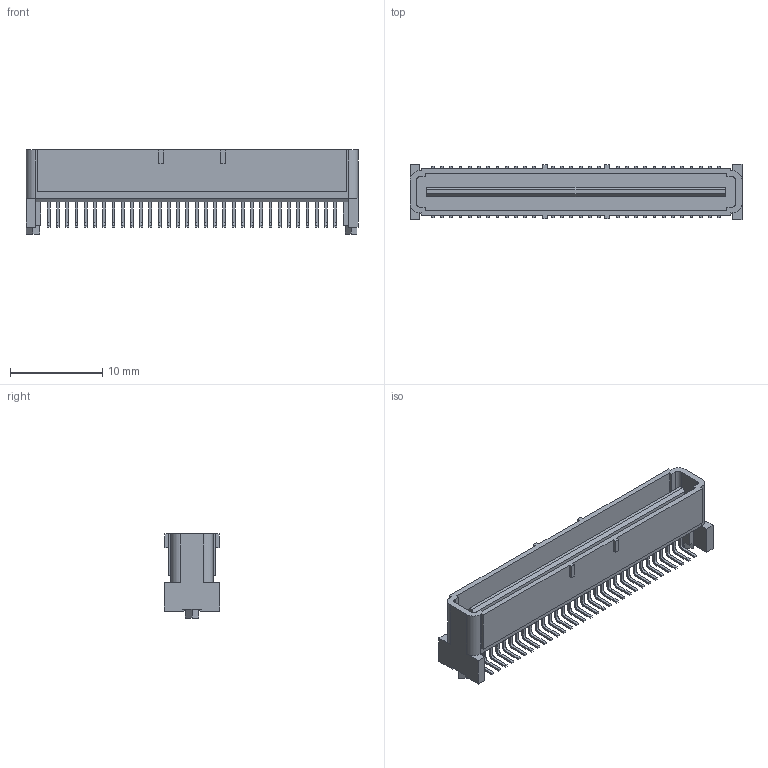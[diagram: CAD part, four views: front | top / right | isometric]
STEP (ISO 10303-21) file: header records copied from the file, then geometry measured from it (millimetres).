
FILE_DESCRIPTION((''),'2;1');
FILE_NAME('TYCO-AMP_120527-1.stp','2008-10-06T11:42:34',(''),(''),'Mechanical Desktop 2009','Mechanical Desktop 2009',', , ');
FILE_SCHEMA(('AUTOMOTIVE_DESIGN { 1 2 10303 214 1 1 1 1 }'));
Length unit declared in the file: millimetre
Products named in the file (1): Product
Bounding box: 35.9 x 6.05 x 9.11 mm (x, y, z)
Volume: 595.9 mm3; surface area: 1719.2 mm2
Topology: 1 solids, 1 shells, 674 faces, 1796 edges, 1192 vertices
Faces by surface type: plane 538, cylinder 136
Entity records: 20809 total; most frequent: CARTESIAN_POINT 3663, ORIENTED_EDGE 3592, DIRECTION 3418, EDGE_CURVE 1796, VECTOR 1524, LINE 1524, VERTEX_POINT 1192, AXIS2_PLACEMENT_3D 947
